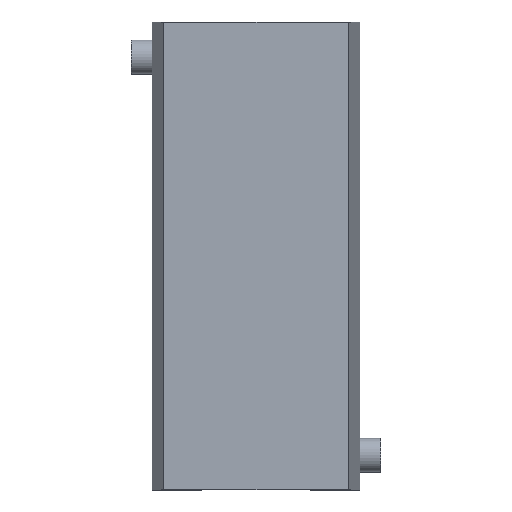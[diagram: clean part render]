
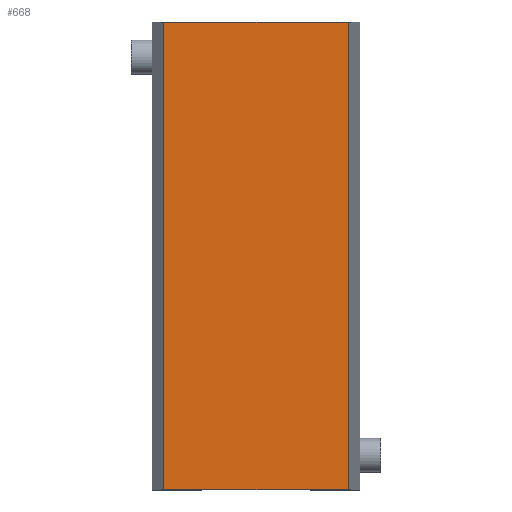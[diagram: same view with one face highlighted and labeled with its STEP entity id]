
A CAD part, top view. The second image highlights one B-rep face of the part: STEP entity #668.
In plain terms, the highlighted face is planar.
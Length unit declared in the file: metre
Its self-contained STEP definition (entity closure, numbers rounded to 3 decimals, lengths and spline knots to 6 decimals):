
#36=LINE('',#1901,#70);
#39=LINE('',#1907,#73);
#40=LINE('',#1909,#74);
#41=LINE('',#1911,#75);
#70=VECTOR('',#770,1.);
#73=VECTOR('',#775,1.);
#74=VECTOR('',#776,1.);
#75=VECTOR('',#777,1.);
#99=PLANE('',#701);
#227=ORIENTED_EDGE('',*,*,#354,.T.);
#228=ORIENTED_EDGE('',*,*,#357,.F.);
#229=ORIENTED_EDGE('',*,*,#358,.F.);
#230=ORIENTED_EDGE('',*,*,#359,.T.);
#354=EDGE_CURVE('',#413,#412,#36,.T.);
#357=EDGE_CURVE('',#415,#412,#39,.T.);
#358=EDGE_CURVE('',#416,#415,#40,.T.);
#359=EDGE_CURVE('',#416,#413,#41,.T.);
#412=VERTEX_POINT('',#1900);
#413=VERTEX_POINT('',#1902);
#415=VERTEX_POINT('',#1908);
#416=VERTEX_POINT('',#1910);
#454=EDGE_LOOP('',(#227,#228,#229,#230));
#488=FACE_BOUND('',#454,.T.);
#668=ADVANCED_FACE('',(#488),#99,.F.);
#701=AXIS2_PLACEMENT_3D('',#1906,#773,#774);
#770=DIRECTION('',(0.,1.,0.));
#773=DIRECTION('',(-1.,0.,0.));
#774=DIRECTION('',(0.,0.,-1.));
#775=DIRECTION('',(0.,0.,-1.));
#776=DIRECTION('',(0.,1.,0.));
#777=DIRECTION('',(0.,0.,-1.));
#1900=CARTESIAN_POINT('',(0.00193,0.001356,-0.00343));
#1901=CARTESIAN_POINT('',(0.00193,-0.001356,-0.00343));
#1902=CARTESIAN_POINT('',(0.00193,-0.001356,-0.00343));
#1906=CARTESIAN_POINT('',(0.00193,-0.001356,0.00343));
#1907=CARTESIAN_POINT('',(0.00193,0.001356,0.00343));
#1908=CARTESIAN_POINT('',(0.00193,0.001356,0.00343));
#1909=CARTESIAN_POINT('',(0.00193,-0.001356,0.00343));
#1910=CARTESIAN_POINT('',(0.00193,-0.001356,0.00343));
#1911=CARTESIAN_POINT('',(0.00193,-0.001356,0.00343));
